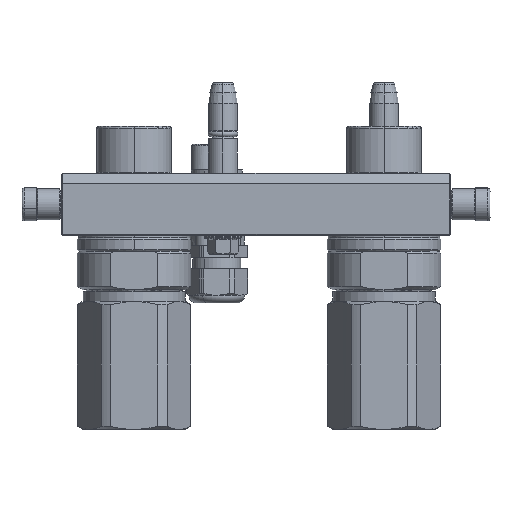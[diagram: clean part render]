
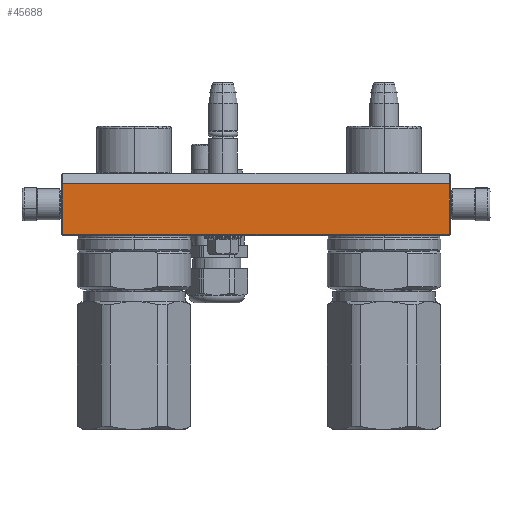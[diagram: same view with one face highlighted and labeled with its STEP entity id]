
A CAD part, left-side view. The second image highlights one B-rep face of the part: STEP entity #45688.
In plain terms, the highlighted face is planar.
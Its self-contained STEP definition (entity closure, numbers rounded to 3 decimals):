
#342 = ORIENTED_EDGE ( 'NONE', *, *, #38512, .T. ) ;
#1764 = CARTESIAN_POINT ( 'NONE',  ( 93.5, 5., -45. ) ) ;
#3156 = EDGE_CURVE ( 'NONE', #28092, #7760, #52715, .T. ) ;
#5922 = ORIENTED_EDGE ( 'NONE', *, *, #47819, .F. ) ;
#6076 = CARTESIAN_POINT ( 'NONE',  ( -93.5, 5., -45. ) ) ;
#6712 = VERTEX_POINT ( 'NONE', #38898 ) ;
#7760 = VERTEX_POINT ( 'NONE', #48445 ) ;
#10516 = VECTOR ( 'NONE', #14285, 1000. ) ;
#10687 = CARTESIAN_POINT ( 'NONE',  ( 93.5, 29.5, -45. ) ) ;
#12650 = DIRECTION ( 'NONE',  ( -1., 0., 0. ) ) ;
#13802 = FACE_OUTER_BOUND ( 'NONE', #46352, .T. ) ;
#13960 = DIRECTION ( 'NONE',  ( 0., 1., 0. ) ) ;
#14285 = DIRECTION ( 'NONE',  ( -1., 0., 0. ) ) ;
#14589 = DIRECTION ( 'NONE',  ( -1., 0., 0. ) ) ;
#15500 = VECTOR ( 'NONE', #13960, 1000. ) ;
#17165 = PLANE ( 'NONE',  #28525 ) ;
#17765 = LINE ( 'NONE', #6076, #51728 ) ;
#20896 = CARTESIAN_POINT ( 'NONE',  ( 94., 0., -45. ) ) ;
#26483 = LINE ( 'NONE', #1764, #10516 ) ;
#27340 = CARTESIAN_POINT ( 'NONE',  ( 93.5, 29.5, -45. ) ) ;
#28092 = VERTEX_POINT ( 'NONE', #27340 ) ;
#28525 = AXIS2_PLACEMENT_3D ( 'NONE', #20896, #49827, #12650 ) ;
#30211 = DIRECTION ( 'NONE',  ( 0., 1., 0. ) ) ;
#32622 = ORIENTED_EDGE ( 'NONE', *, *, #51656, .T. ) ;
#38512 = EDGE_CURVE ( 'NONE', #6712, #45053, #26483, .T. ) ;
#38898 = CARTESIAN_POINT ( 'NONE',  ( 93.5, 5., -45. ) ) ;
#41806 = VECTOR ( 'NONE', #14589, 1000. ) ;
#42706 = ORIENTED_EDGE ( 'NONE', *, *, #3156, .F. ) ;
#44388 = LINE ( 'NONE', #47170, #15500 ) ;
#45053 = VERTEX_POINT ( 'NONE', #50582 ) ;
#45688 = ADVANCED_FACE ( 'NONE', ( #13802 ), #17165, .T. ) ;
#46352 = EDGE_LOOP ( 'NONE', ( #32622, #42706, #5922, #342 ) ) ;
#47170 = CARTESIAN_POINT ( 'NONE',  ( 93.5, 5., -45. ) ) ;
#47819 = EDGE_CURVE ( 'NONE', #6712, #28092, #44388, .T. ) ;
#48445 = CARTESIAN_POINT ( 'NONE',  ( -93.5, 29.5, -45. ) ) ;
#49827 = DIRECTION ( 'NONE',  ( 0., 0., -1. ) ) ;
#50582 = CARTESIAN_POINT ( 'NONE',  ( -93.5, 5., -45. ) ) ;
#51656 = EDGE_CURVE ( 'NONE', #45053, #7760, #17765, .T. ) ;
#51728 = VECTOR ( 'NONE', #30211, 1000. ) ;
#52715 = LINE ( 'NONE', #10687, #41806 ) ;
